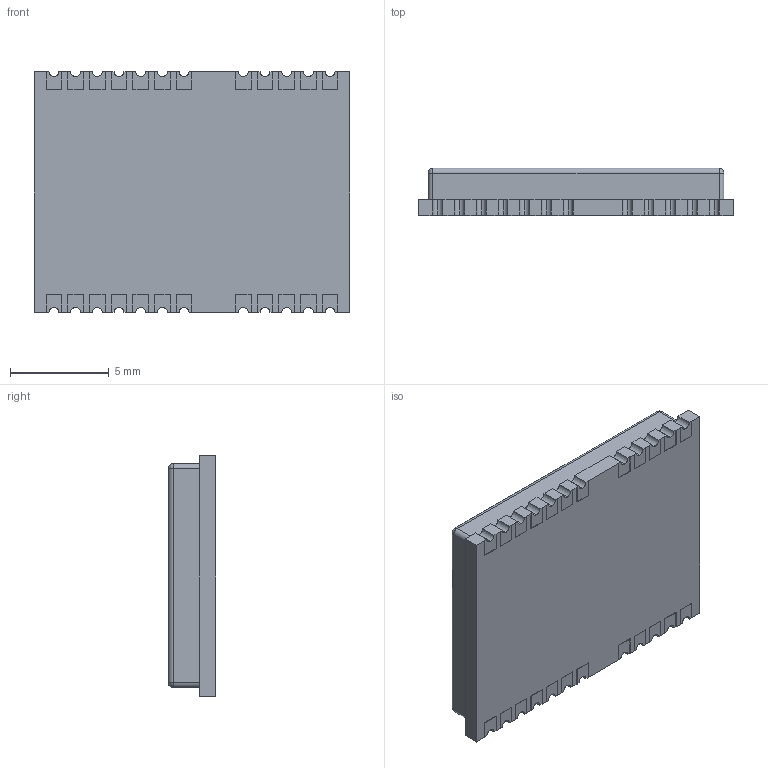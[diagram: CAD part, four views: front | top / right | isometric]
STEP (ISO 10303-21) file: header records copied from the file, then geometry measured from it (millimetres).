
FILE_DESCRIPTION (( 'STEP AP214' ), '1' );
FILE_NAME ('692350E3-574B-4640-A6CD-377822924C53.STEP', '2023-10-06T10:28:33', ( '' ), ( '' ), 'SwSTEP 2.0', 'SolidWorks 2022', '' );
FILE_SCHEMA (( 'AUTOMOTIVE_DESIGN' ));
Length unit declared in the file: millimetre
Products named in the file (1): 692350E3-574B-4640-A6CD-377822924C53
Bounding box: 16 x 2.4 x 12.2 mm (x, y, z)
Volume: 426.1 mm3; surface area: 515.4 mm2
Topology: 1 solids, 1 shells, 323 faces, 921 edges, 610 vertices
Faces by surface type: plane 273, cylinder 46, bspline 4
Entity records: 11417 total; most frequent: CARTESIAN_POINT 1915, ORIENTED_EDGE 1842, DIRECTION 1653, EDGE_CURVE 921, VECTOR 829, LINE 829, VERTEX_POINT 610, AXIS2_PLACEMENT_3D 412
